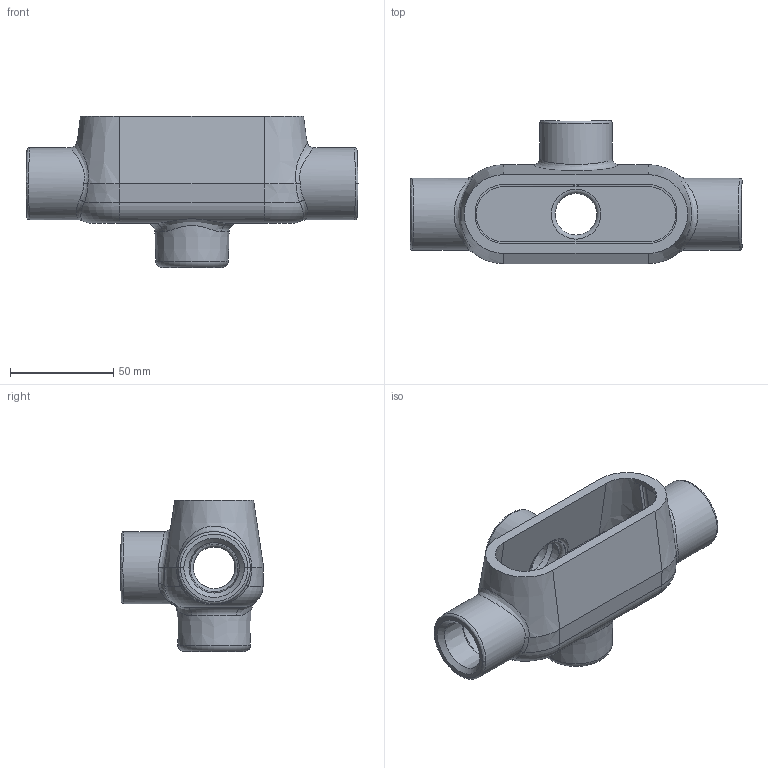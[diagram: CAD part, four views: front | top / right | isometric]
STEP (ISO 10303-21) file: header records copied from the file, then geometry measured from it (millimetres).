
FILE_DESCRIPTION(/* description */ (''),/* implementation_level */ '2;1');
FILE_NAME(/* name */ 'KIL_TA27.stp',/* time_stamp */ '2019-02-20T22:12:53+06:00',/* author */ ('avenkatesan'),/* organization */ (''),/* preprocessor_version */ 'ST-DEVELOPER v17',/* originating_system */ 'Autodesk Inventor 2018',/* authorisation */ '');
FILE_SCHEMA (('AUTOMOTIVE_DESIGN { 1 0 10303 214 3 1 1 }'));
Length unit declared in the file: inch
Products named in the file (1): 17660
Bounding box: 160.53 x 69.26 x 73.02 mm (x, y, z)
Volume: 114342.8 mm3; surface area: 49985.9 mm2
Topology: 1 solids, 1 shells, 152 faces, 415 edges, 266 vertices
Faces by surface type: plane 47, bspline 29, cylinder 29, cone 27, torus 20
Full cylindrical faces by diameter (mm): 26.797 x4, 34.925 x3
Entity records: 9281 total; most frequent: CARTESIAN_POINT 5447, ORIENTED_EDGE 830, DIRECTION 765, EDGE_CURVE 415, AXIS2_PLACEMENT_3D 322, VERTEX_POINT 266, EDGE_LOOP 161, FACE_OUTER_BOUND 152
